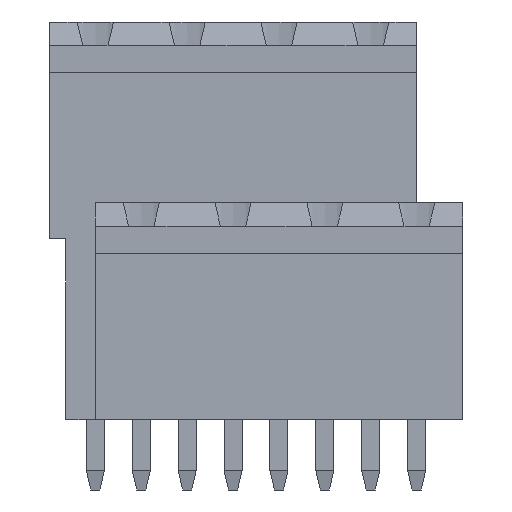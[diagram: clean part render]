
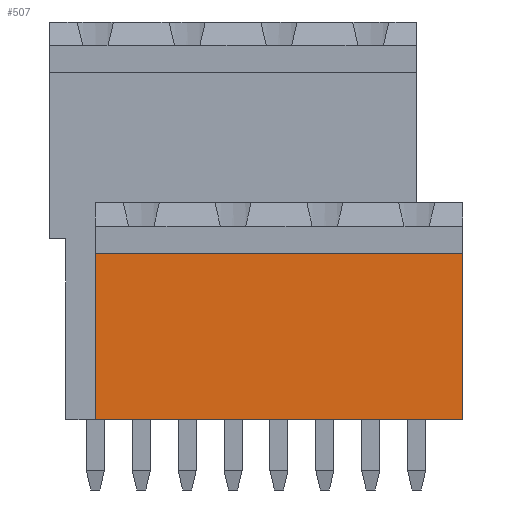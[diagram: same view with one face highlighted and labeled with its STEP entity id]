
A CAD part, front view. The second image highlights one B-rep face of the part: STEP entity #507.
In plain terms, the highlighted planar face has unit normal (0, -1, 0).
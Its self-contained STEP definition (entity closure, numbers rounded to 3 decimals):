
#507 = ADVANCED_FACE( '', ( #1264 ), #1265, .F. );
#1264 = FACE_OUTER_BOUND( '', #2340, .T. );
#1265 = PLANE( '', #2341 );
#2340 = EDGE_LOOP( '', ( #3471, #3472, #3473, #3474 ) );
#2341 = AXIS2_PLACEMENT_3D( '', #3475, #3476, #3477 );
#3471 = ORIENTED_EDGE( '', *, *, #6739, .F. );
#3472 = ORIENTED_EDGE( '', *, *, #6740, .F. );
#3473 = ORIENTED_EDGE( '', *, *, #6741, .F. );
#3474 = ORIENTED_EDGE( '', *, *, #6742, .F. );
#3475 = CARTESIAN_POINT( '', ( 0., -18.85, 0. ) );
#3476 = DIRECTION( '', ( 0., 1., 0. ) );
#3477 = DIRECTION( '', ( 0., 0., 1. ) );
#6739 = EDGE_CURVE( '', #8105, #8106, #8107, .T. );
#6740 = EDGE_CURVE( '', #8108, #8105, #8109, .T. );
#6741 = EDGE_CURVE( '', #8110, #8108, #8111, .T. );
#6742 = EDGE_CURVE( '', #8106, #8110, #8112, .T. );
#8105 = VERTEX_POINT( '', #10108 );
#8106 = VERTEX_POINT( '', #10109 );
#8107 = LINE( '', #10110, #10111 );
#8108 = VERTEX_POINT( '', #10112 );
#8109 = LINE( '', #10113, #10114 );
#8110 = VERTEX_POINT( '', #10115 );
#8111 = LINE( '', #10116, #10117 );
#8112 = LINE( '', #10118, #10119 );
#10108 = CARTESIAN_POINT( '', ( -7.62, -18.85, -11. ) );
#10109 = CARTESIAN_POINT( '', ( -7.62, -18.85, -1.8 ) );
#10110 = CARTESIAN_POINT( '', ( -7.62, -18.85, -11. ) );
#10111 = VECTOR( '', #12837, 1000. );
#10112 = CARTESIAN_POINT( '', ( 12.7, -18.85, -11. ) );
#10113 = CARTESIAN_POINT( '', ( 12.7, -18.85, -11. ) );
#10114 = VECTOR( '', #12838, 1000. );
#10115 = CARTESIAN_POINT( '', ( 12.7, -18.85, -1.8 ) );
#10116 = CARTESIAN_POINT( '', ( 12.7, -18.85, -1.8 ) );
#10117 = VECTOR( '', #12839, 1000. );
#10118 = CARTESIAN_POINT( '', ( -7.62, -18.85, -1.8 ) );
#10119 = VECTOR( '', #12840, 1000. );
#12837 = DIRECTION( '', ( 0., 0., 1. ) );
#12838 = DIRECTION( '', ( -1., 0., 0. ) );
#12839 = DIRECTION( '', ( 0., 0., -1. ) );
#12840 = DIRECTION( '', ( 1., 0., 0. ) );
